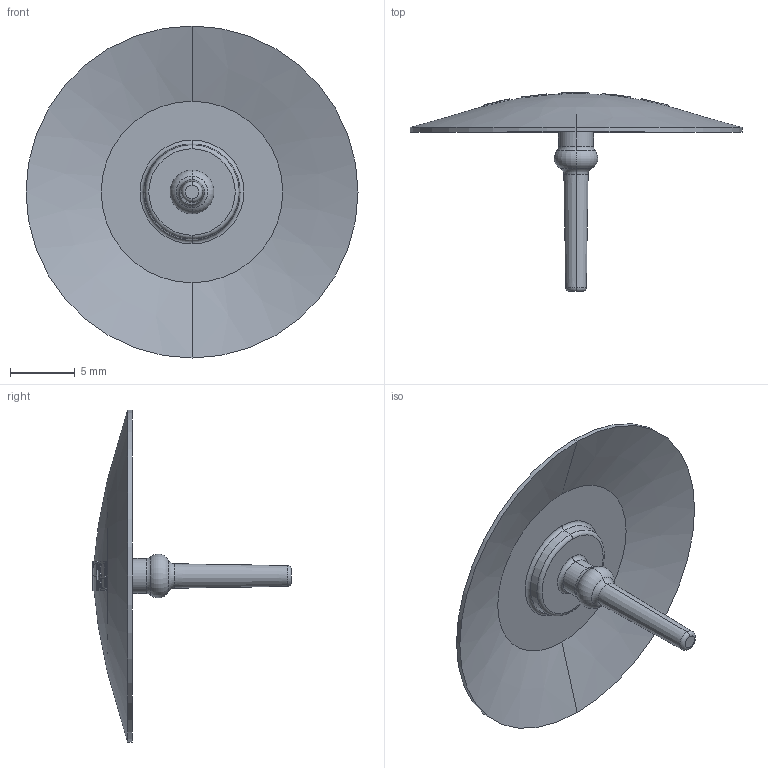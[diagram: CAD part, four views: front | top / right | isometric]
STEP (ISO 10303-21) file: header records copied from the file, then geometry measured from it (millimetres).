
FILE_DESCRIPTION (( 'STEP AP214' ), '1' );
FILE_NAME ('BLANC.06.01 Umbrella Valve rev D.STEP', '2021-04-12T14:22:03', ( '' ), ( '' ), 'SwSTEP 2.0', 'SolidWorks 2019', '' );
FILE_SCHEMA (( 'AUTOMOTIVE_DESIGN' ));
Length unit declared in the file: millimetre
Products named in the file (1): BLANC.06.01 Umbrella Valve rev D
Bounding box: 25.6 x 15.34 x 25.6 mm (x, y, z)
Volume: 354.9 mm3; surface area: 1196.4 mm2
Topology: 1 solids, 1 shells, 117 faces, 310 edges, 199 vertices
Faces by surface type: bspline 68, sphere 20, torus 14, cone 8, cylinder 4, plane 3
Entity records: 8069 total; most frequent: CARTESIAN_POINT 5744, ORIENTED_EDGE 620, EDGE_CURVE 310, DIRECTION 244, B_SPLINE_CURVE_WITH_KNOTS 232, VERTEX_POINT 199, EDGE_LOOP 121, ADVANCED_FACE 117
